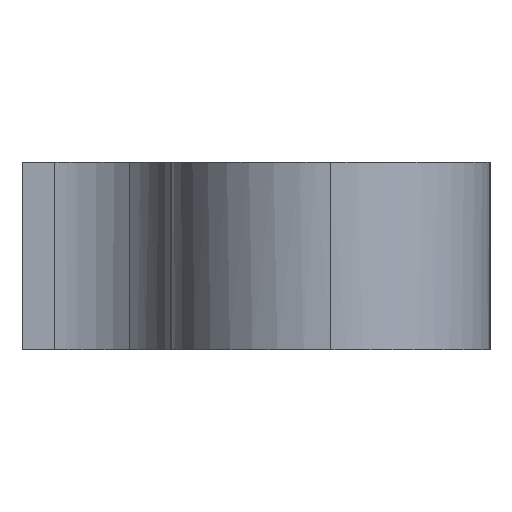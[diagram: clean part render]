
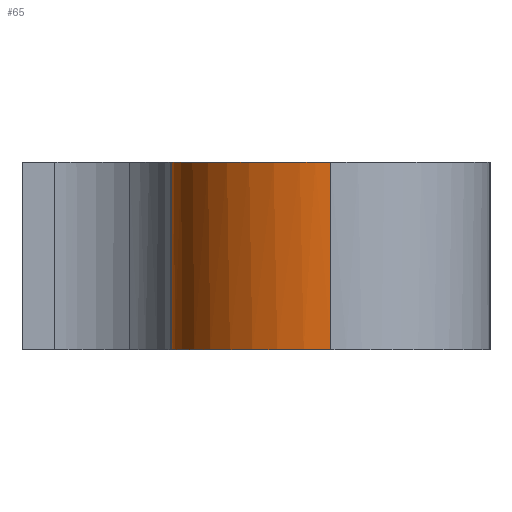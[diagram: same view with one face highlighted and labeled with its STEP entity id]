
A CAD part, front view. The second image highlights one B-rep face of the part: STEP entity #65.
In plain terms, the highlighted free-form (B-spline) face has degree [2, 1] with [3, 2] control points.
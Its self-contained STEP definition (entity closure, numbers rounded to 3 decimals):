
#65=ADVANCED_FACE($,(#131),#882,.T.);
#131=FACE_OUTER_BOUND($,#199,.T.);
#199=EDGE_LOOP($,(#482,#483,#484,#485));
#482=ORIENTED_EDGE($,*,*,#670,.F.);
#483=ORIENTED_EDGE($,*,*,#728,.T.);
#484=ORIENTED_EDGE($,*,*,#702,.F.);
#485=ORIENTED_EDGE($,*,*,#729,.T.);
#670=EDGE_CURVE($,#814,#815,#1036,.T.);
#702=EDGE_CURVE($,#842,#843,#1068,.T.);
#728=EDGE_CURVE($,#814,#843,#976,.T.);
#729=EDGE_CURVE($,#842,#815,#977,.T.);
#814=VERTEX_POINT($,#2300);
#815=VERTEX_POINT($,#2301);
#842=VERTEX_POINT($,#2328);
#843=VERTEX_POINT($,#2329);
#882=(
BOUNDED_SURFACE()
B_SPLINE_SURFACE(2,1,((#2233,#2234),(#2235,#2236),(#2237,#2238)),.UNSPECIFIED.,
.F.,.F.,.F.)
B_SPLINE_SURFACE_WITH_KNOTS((3,3),(2,2),(155.249,206.999),
(4.,44.),.UNSPECIFIED.)
GEOMETRIC_REPRESENTATION_ITEM()
RATIONAL_B_SPLINE_SURFACE(((1.,1.),(0.707,0.707),
(1.,1.)))
REPRESENTATION_ITEM($)
SURFACE()
);
#976=(
BOUNDED_CURVE()
B_SPLINE_CURVE(1,(#2182,#2183),.UNSPECIFIED.,.F.,.F.)
B_SPLINE_CURVE_WITH_KNOTS((2,2),(4.,44.),.UNSPECIFIED.)
CURVE()
GEOMETRIC_REPRESENTATION_ITEM()
RATIONAL_B_SPLINE_CURVE((1.,1.))
REPRESENTATION_ITEM($)
);
#977=(
BOUNDED_CURVE()
B_SPLINE_CURVE(1,(#2184,#2185),.UNSPECIFIED.,.F.,.F.)
B_SPLINE_CURVE_WITH_KNOTS((2,2),(-44.,-4.),.UNSPECIFIED.)
CURVE()
GEOMETRIC_REPRESENTATION_ITEM()
RATIONAL_B_SPLINE_CURVE((1.,1.))
REPRESENTATION_ITEM($)
);
#1036=B_SPLINE_CURVE_WITH_KNOTS($,3,(#1906,#1907,#1908,#1909,#1910,#1911,
#1912,#1913,#1914,#1915,#1916,#1917,#1918,#1919,#1920,#1921,#1922,#1923),
.UNSPECIFIED.,.F.,.F.,(4,2,2,2,2,2,2,2,4),(0.,6.671,13.343,
20.014,26.68,33.346,40.017,46.688,
53.359),.UNSPECIFIED.);
#1068=B_SPLINE_CURVE_WITH_KNOTS($,3,(#2058,#2059,#2060,#2061,#2062,#2063,
#2064,#2065,#2066,#2067,#2068,#2069,#2070,#2071,#2072,#2073,#2074,#2075),
.UNSPECIFIED.,.F.,.F.,(4,2,2,2,2,2,2,2,4),(53.455,60.126,
66.798,73.468,80.134,86.801,93.471,
100.143,106.814),.UNSPECIFIED.);
#1906=CARTESIAN_POINT($,(32.,-418.5,20.));
#1907=CARTESIAN_POINT($,(32.,-420.728,20.));
#1908=CARTESIAN_POINT($,(32.219,-422.95,20.));
#1909=CARTESIAN_POINT($,(33.088,-427.32,20.));
#1910=CARTESIAN_POINT($,(33.737,-429.457,20.));
#1911=CARTESIAN_POINT($,(35.442,-433.572,20.));
#1912=CARTESIAN_POINT($,(36.494,-435.541,20.));
#1913=CARTESIAN_POINT($,(38.969,-439.243,20.));
#1914=CARTESIAN_POINT($,(40.384,-440.968,20.));
#1915=CARTESIAN_POINT($,(43.532,-444.116,20.));
#1916=CARTESIAN_POINT($,(45.257,-445.531,20.));
#1917=CARTESIAN_POINT($,(48.959,-448.006,20.));
#1918=CARTESIAN_POINT($,(50.928,-449.058,20.));
#1919=CARTESIAN_POINT($,(55.043,-450.763,20.));
#1920=CARTESIAN_POINT($,(57.18,-451.412,20.));
#1921=CARTESIAN_POINT($,(61.55,-452.281,20.));
#1922=CARTESIAN_POINT($,(63.772,-452.5,20.));
#1923=CARTESIAN_POINT($,(66.,-452.5,20.));
#2058=CARTESIAN_POINT($,(66.,-452.5,-20.));
#2059=CARTESIAN_POINT($,(63.772,-452.5,-20.));
#2060=CARTESIAN_POINT($,(61.55,-452.281,-20.));
#2061=CARTESIAN_POINT($,(57.18,-451.412,-20.));
#2062=CARTESIAN_POINT($,(55.043,-450.763,-20.));
#2063=CARTESIAN_POINT($,(50.928,-449.058,-20.));
#2064=CARTESIAN_POINT($,(48.959,-448.006,-20.));
#2065=CARTESIAN_POINT($,(45.257,-445.531,-20.));
#2066=CARTESIAN_POINT($,(43.532,-444.116,-20.));
#2067=CARTESIAN_POINT($,(40.384,-440.968,-20.));
#2068=CARTESIAN_POINT($,(38.969,-439.243,-20.));
#2069=CARTESIAN_POINT($,(36.494,-435.541,-20.));
#2070=CARTESIAN_POINT($,(35.442,-433.572,-20.));
#2071=CARTESIAN_POINT($,(33.737,-429.457,-20.));
#2072=CARTESIAN_POINT($,(33.088,-427.32,-20.));
#2073=CARTESIAN_POINT($,(32.219,-422.95,-20.));
#2074=CARTESIAN_POINT($,(32.,-420.728,-20.));
#2075=CARTESIAN_POINT($,(32.,-418.5,-20.));
#2182=CARTESIAN_POINT($,(32.,-418.5,20.));
#2183=CARTESIAN_POINT($,(32.,-418.5,-20.));
#2184=CARTESIAN_POINT($,(66.,-452.5,-20.));
#2185=CARTESIAN_POINT($,(66.,-452.5,20.));
#2233=CARTESIAN_POINT($,(66.,-452.5,20.));
#2234=CARTESIAN_POINT($,(66.,-452.5,-20.));
#2235=CARTESIAN_POINT($,(32.,-452.5,20.));
#2236=CARTESIAN_POINT($,(32.,-452.5,-20.));
#2237=CARTESIAN_POINT($,(32.,-418.5,20.));
#2238=CARTESIAN_POINT($,(32.,-418.5,-20.));
#2300=CARTESIAN_POINT($,(32.,-418.5,20.));
#2301=CARTESIAN_POINT($,(66.,-452.5,20.));
#2328=CARTESIAN_POINT($,(66.,-452.5,-20.));
#2329=CARTESIAN_POINT($,(32.,-418.5,-20.));
